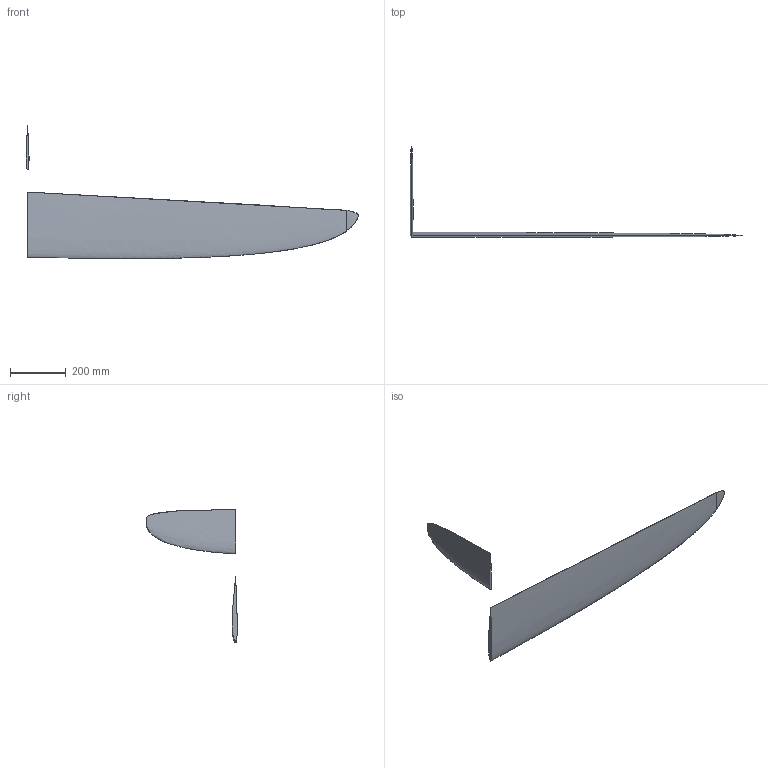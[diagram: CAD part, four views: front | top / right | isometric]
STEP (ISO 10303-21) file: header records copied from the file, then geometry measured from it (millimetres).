
FILE_DESCRIPTION (( 'STEP AP214' ), '1' );
FILE_NAME ('221015_Amokka JX_CleanVolume_LC.STEP', '2022-12-04T19:35:20', ( '' ), ( '' ), 'SwSTEP 2.0', 'SolidWorks 2020', '' );
FILE_SCHEMA (( 'AUTOMOTIVE_DESIGN' ));
Length unit declared in the file: millimetre
Products named in the file (1): 221015_Amokka JX_CleanVolume_LC
Bounding box: 1195.65 x 325.97 x 479.8 mm (x, y, z)
Volume: 2625697.1 mm3; surface area: 539615.9 mm2
Topology: 2 solids, 2 shells, 11 faces, 22 edges, 15 vertices
Faces by surface type: bspline 7, plane 4
Entity records: 6560 total; most frequent: CARTESIAN_POINT 6341, ORIENTED_EDGE 44, EDGE_CURVE 22, B_SPLINE_CURVE_WITH_KNOTS 19, VERTEX_POINT 15, DIRECTION 13, ADVANCED_FACE 11, FACE_OUTER_BOUND 11
